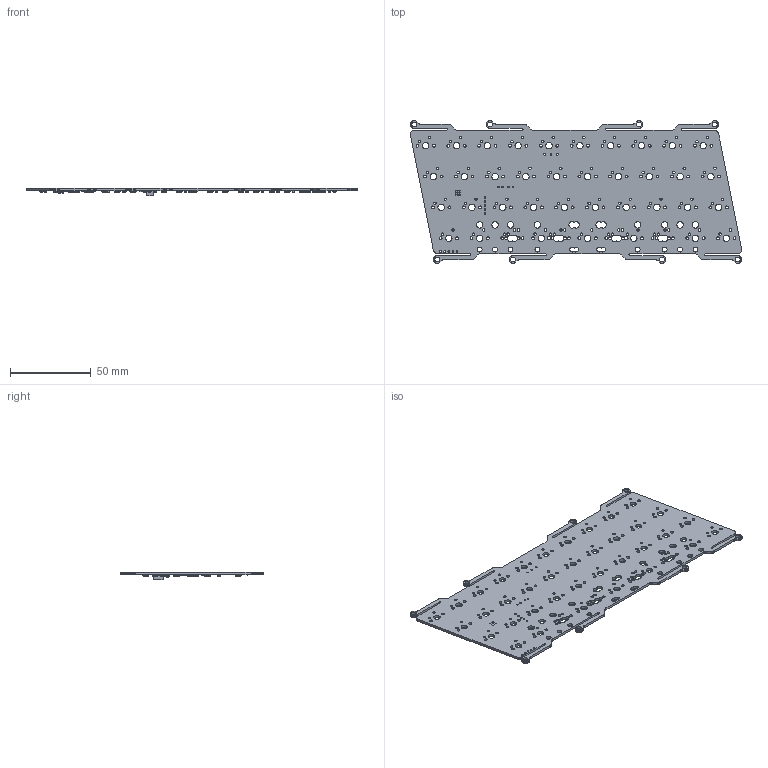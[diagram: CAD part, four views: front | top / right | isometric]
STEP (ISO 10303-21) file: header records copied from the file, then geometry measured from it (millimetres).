
FILE_DESCRIPTION(/* description */ (''),/* implementation_level */ '2;1');
FILE_NAME(/* name */ 'Denali PCB.step',/* time_stamp */ '2025-04-13T12:59:38-07:00',/* author */ (''),/* organization */ (''),/* preprocessor_version */ 'ST-DEVELOPER v20.1',/* originating_system */ 'Autodesk Translation Framework v14.4.0.0',/* authorisation */ '');
FILE_SCHEMA (('AUTOMOTIVE_DESIGN { 1 0 10303 214 3 1 1 }'));
Length unit declared in the file: millimetre
Products named in the file (98): Denali Production; Denali PCB; C_0402_1005Metric; D_SOD-123; JST-SR-4; SOLID (3); LED_WS2812_2020; R_0402_1005Metric; QFN-56-1EP_7x7mm_P0.4mm_EP5.6x5.6mm; SOLID (8); Crystal_SMD_3225-4Pin_3.2x2.5mm; SOLID (2); SOT-23-5; SOLID (7); Fuse_0805_2012Metric; SOLID; SOT-23; SOLID (6); D_SOD-123_1; D_SOD-123_2; D_SOD-123_3; D_SOD-123_4; C_0402_1005Metric_1; LED_WS2812_2020_1; D_SOD-123_5; C_0402_1005Metric_2; C_0402_1005Metric_3; C_0402_1005Metric_4; C_0402_1005Metric_5; LED_WS2812_2020_2; D_SOD-123_6; D_SOD-123_7; LED_WS2812_2020_3; LED_WS2812_2020_4; LED_WS2812_2020_5; C_0402_1005Metric_6; C_0402_1005Metric_7; D_SOD-123_8; C_0402_1005Metric_8; D_SOD-123_9 ...
Assembly tree (173 placements, depth 4):
  Denali Production
    Denali PCB
      C_0402_1005Metric
        SOLID (4)
      D_SOD-123
        SOLID (5)
      JST-SR-4
        SOLID (3)
      LED_WS2812_2020
        COMPOUND
      R_0402_1005Metric
        SOLID (1)
      QFN-56-1EP_7x7mm_P0.4mm_EP5.6x5.6mm
        SOLID (8)
      Crystal_SMD_3225-4Pin_3.2x2.5mm
        SOLID (2)
      SOT-23-5
        SOLID (7)
      Fuse_0805_2012Metric
        SOLID
      SOT-23
        SOLID (6)
      D_SOD-123_1
        SOLID (5)
      D_SOD-123_2
        SOLID (5)
      D_SOD-123_3
        SOLID (5)
      D_SOD-123_4
        SOLID (5)
      C_0402_1005Metric_1
        SOLID (4)
      LED_WS2812_2020_1
        COMPOUND
      D_SOD-123_5
        SOLID (5)
      C_0402_1005Metric_2
        SOLID (4)
      C_0402_1005Metric_3
        SOLID (4)
      C_0402_1005Metric_4
        SOLID (4)
      C_0402_1005Metric_5
        SOLID (4)
      LED_WS2812_2020_2
        COMPOUND
      D_SOD-123_6
        SOLID (5)
      D_SOD-123_7
        SOLID (5)
      LED_WS2812_2020_3
        COMPOUND
      LED_WS2812_2020_4
        COMPOUND
      LED_WS2812_2020_5
        COMPOUND
      C_0402_1005Metric_6
        SOLID (4)
      C_0402_1005Metric_7
        SOLID (4)
Bounding box: 204.79 x 88.11 x 4.53 mm (x, y, z)
Volume: 22400.4 mm3; surface area: 33879 mm2
Topology: 127 solids, 127 shells, 6536 faces, 16894 edges, 10770 vertices
Faces by surface type: plane 5384, cylinder 1152
Full cylindrical faces by diameter (mm): 0.35 x9, 0.5 x1, 1 x17, 1.47 x90, 1.75 x78, 3.01 x8, 3.048 x8, 3.988 x45
Entity records: 59344 total; most frequent: CARTESIAN_POINT 10131, ORIENTED_EDGE 9820, DIRECTION 9776, EDGE_CURVE 4910, LINE 4026, VECTOR 4026, VERTEX_POINT 3230, AXIS2_PLACEMENT_3D 2875
